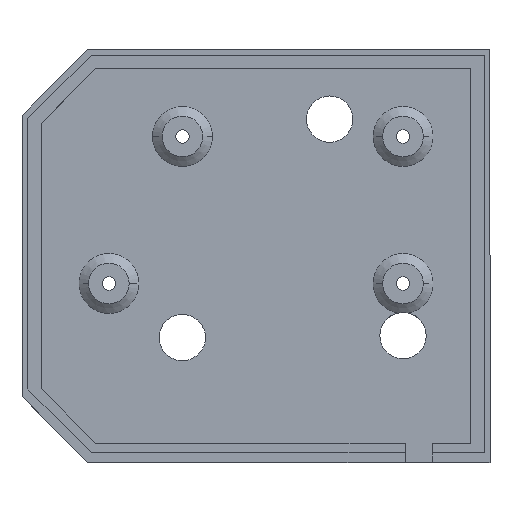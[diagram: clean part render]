
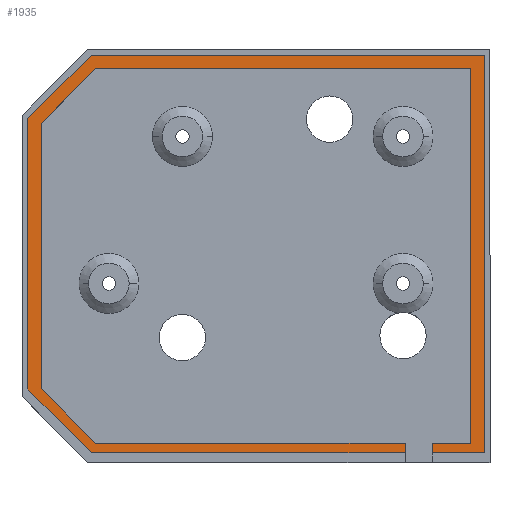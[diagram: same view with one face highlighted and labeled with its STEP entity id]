
A CAD part, top view. The second image highlights one B-rep face of the part: STEP entity #1935.
In plain terms, the highlighted planar face has unit normal (0, 0, 1).
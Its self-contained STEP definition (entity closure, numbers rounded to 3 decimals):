
#4 = DIRECTION ( 'NONE',  ( -1., 0., 0. ) ) ;
#12 = EDGE_CURVE ( 'NONE', #433, #1605, #1312, .T. ) ;
#32 = CARTESIAN_POINT ( 'NONE',  ( 119.75, -99.5, 9.6 ) ) ;
#35 = CARTESIAN_POINT ( 'NONE',  ( 18.036, -99.5, 9.6 ) ) ;
#38 = VERTEX_POINT ( 'NONE', #405 ) ;
#44 = CARTESIAN_POINT ( 'NONE',  ( 19.071, -97., 9.6 ) ) ;
#120 = CARTESIAN_POINT ( 'NONE',  ( 99.25, -97., 9.6 ) ) ;
#157 = VECTOR ( 'NONE', #2133, 1000. ) ;
#183 = VECTOR ( 'NONE', #1191, 1000. ) ;
#247 = DIRECTION ( 'NONE',  ( -0.707, -0.707, 0. ) ) ;
#259 = VECTOR ( 'NONE', #247, 1000. ) ;
#264 = LINE ( 'NONE', #1433, #2000 ) ;
#309 = CARTESIAN_POINT ( 'NONE',  ( 18.036, -99.5, 9.6 ) ) ;
#331 = CARTESIAN_POINT ( 'NONE',  ( 19.071, -97., 9.6 ) ) ;
#342 = VERTEX_POINT ( 'NONE', #2156 ) ;
#345 = VECTOR ( 'NONE', #803, 1000. ) ;
#361 = VERTEX_POINT ( 'NONE', #2166 ) ;
#365 = EDGE_CURVE ( 'NONE', #607, #2149, #1792, .T. ) ;
#372 = DIRECTION ( 'NONE',  ( 1., 0., 0. ) ) ;
#396 = EDGE_CURVE ( 'NONE', #1421, #2097, #1761, .T. ) ;
#405 = CARTESIAN_POINT ( 'NONE',  ( 106.25, -99.5, 9.6 ) ) ;
#433 = VERTEX_POINT ( 'NONE', #640 ) ;
#465 = CARTESIAN_POINT ( 'NONE',  ( 119.75, -99.5, 9.6 ) ) ;
#497 = EDGE_CURVE ( 'NONE', #1918, #1421, #957, .T. ) ;
#513 = DIRECTION ( 'NONE',  ( 1., 0., 0. ) ) ;
#516 = VECTOR ( 'NONE', #2117, 1000. ) ;
#591 = VECTOR ( 'NONE', #4, 1000. ) ;
#607 = VERTEX_POINT ( 'NONE', #120 ) ;
#640 = CARTESIAN_POINT ( 'NONE',  ( 17.904, 3.5, 9.6 ) ) ;
#656 = LINE ( 'NONE', #1033, #183 ) ;
#686 = CARTESIAN_POINT ( 'NONE',  ( 116.25, -97., 9.6 ) ) ;
#711 = EDGE_CURVE ( 'NONE', #2048, #361, #264, .T. ) ;
#714 = ORIENTED_EDGE ( 'NONE', *, *, #1543, .T. ) ;
#716 = VECTOR ( 'NONE', #1277, 1000. ) ;
#735 = ORIENTED_EDGE ( 'NONE', *, *, #1505, .T. ) ;
#751 = EDGE_CURVE ( 'NONE', #2075, #2023, #1714, .T. ) ;
#765 = LINE ( 'NONE', #1501, #1050 ) ;
#797 = ORIENTED_EDGE ( 'NONE', *, *, #987, .T. ) ;
#803 = DIRECTION ( 'NONE',  ( -1., 0., 0. ) ) ;
#827 = DIRECTION ( 'NONE',  ( 0., -1., 0. ) ) ;
#852 = ORIENTED_EDGE ( 'NONE', *, *, #1037, .T. ) ;
#882 = CARTESIAN_POINT ( 'NONE',  ( 116.25, 0., 9.6 ) ) ;
#885 = CARTESIAN_POINT ( 'NONE',  ( 119.75, -99.5, 9.6 ) ) ;
#895 = EDGE_CURVE ( 'NONE', #361, #1918, #1669, .T. ) ;
#937 = CARTESIAN_POINT ( 'NONE',  ( 1.5, -12.904, 9.6 ) ) ;
#950 = CARTESIAN_POINT ( 'NONE',  ( 116.25, -97., 9.6 ) ) ;
#955 = LINE ( 'NONE', #1291, #1581 ) ;
#957 = LINE ( 'NONE', #950, #516 ) ;
#987 = EDGE_CURVE ( 'NONE', #2023, #433, #1032, .T. ) ;
#988 = ORIENTED_EDGE ( 'NONE', *, *, #1818, .T. ) ;
#991 = CARTESIAN_POINT ( 'NONE',  ( 1.5, -82.964, 9.6 ) ) ;
#1023 = ORIENTED_EDGE ( 'NONE', *, *, #1055, .T. ) ;
#1032 = LINE ( 'NONE', #1279, #591 ) ;
#1033 = CARTESIAN_POINT ( 'NONE',  ( 5., -82.929, 9.6 ) ) ;
#1035 = VERTEX_POINT ( 'NONE', #991 ) ;
#1037 = EDGE_CURVE ( 'NONE', #1605, #1035, #955, .T. ) ;
#1048 = ORIENTED_EDGE ( 'NONE', *, *, #396, .T. ) ;
#1050 = VECTOR ( 'NONE', #827, 1000. ) ;
#1055 = EDGE_CURVE ( 'NONE', #1369, #1638, #1368, .T. ) ;
#1065 = CARTESIAN_POINT ( 'NONE',  ( 17.904, 3.5, 9.6 ) ) ;
#1126 = DIRECTION ( 'NONE',  ( 0.707, 0.707, 0. ) ) ;
#1137 = ORIENTED_EDGE ( 'NONE', *, *, #497, .T. ) ;
#1142 = CARTESIAN_POINT ( 'NONE',  ( 99.25, -97., 9.6 ) ) ;
#1158 = VECTOR ( 'NONE', #2010, 1000. ) ;
#1160 = EDGE_LOOP ( 'NONE', ( #1730, #988, #1660, #797, #1555, #852, #735, #1023, #2081, #1940, #1668, #714, #1390, #1795, #1137, #1048 ) ) ;
#1191 = DIRECTION ( 'NONE',  ( -0.707, 0.707, 0. ) ) ;
#1212 = VECTOR ( 'NONE', #513, 1000. ) ;
#1232 = LINE ( 'NONE', #309, #157 ) ;
#1252 = CARTESIAN_POINT ( 'NONE',  ( 119.75, 3.5, 9.6 ) ) ;
#1277 = DIRECTION ( 'NONE',  ( 0., 1., 0. ) ) ;
#1279 = CARTESIAN_POINT ( 'NONE',  ( 119.75, 3.5, 9.6 ) ) ;
#1291 = CARTESIAN_POINT ( 'NONE',  ( 1.5, -12.904, 9.6 ) ) ;
#1312 = LINE ( 'NONE', #1065, #259 ) ;
#1321 = VECTOR ( 'NONE', #1711, 1000. ) ;
#1346 = VECTOR ( 'NONE', #1820, 1000. ) ;
#1368 = LINE ( 'NONE', #32, #1398 ) ;
#1369 = VERTEX_POINT ( 'NONE', #35 ) ;
#1390 = ORIENTED_EDGE ( 'NONE', *, *, #711, .T. ) ;
#1398 = VECTOR ( 'NONE', #372, 1000. ) ;
#1399 = PLANE ( 'NONE',  #1853 ) ;
#1421 = VERTEX_POINT ( 'NONE', #686 ) ;
#1433 = CARTESIAN_POINT ( 'NONE',  ( 5., -14.071, 9.6 ) ) ;
#1456 = CARTESIAN_POINT ( 'NONE',  ( 5., -14.071, 9.6 ) ) ;
#1501 = CARTESIAN_POINT ( 'NONE',  ( 106.25, -102., 9.6 ) ) ;
#1505 = EDGE_CURVE ( 'NONE', #1035, #1369, #1232, .T. ) ;
#1506 = CARTESIAN_POINT ( 'NONE',  ( 116.25, 0., 9.6 ) ) ;
#1532 = CARTESIAN_POINT ( 'NONE',  ( 119.75, -99.5, 9.6 ) ) ;
#1543 = EDGE_CURVE ( 'NONE', #342, #2048, #1997, .T. ) ;
#1555 = ORIENTED_EDGE ( 'NONE', *, *, #12, .T. ) ;
#1581 = VECTOR ( 'NONE', #1821, 1000. ) ;
#1605 = VERTEX_POINT ( 'NONE', #937 ) ;
#1608 = LINE ( 'NONE', #1142, #716 ) ;
#1614 = EDGE_CURVE ( 'NONE', #1638, #607, #1608, .T. ) ;
#1632 = DIRECTION ( 'NONE',  ( 0., 1., 0. ) ) ;
#1638 = VERTEX_POINT ( 'NONE', #1658 ) ;
#1653 = CARTESIAN_POINT ( 'NONE',  ( 106.25, -97., 9.6 ) ) ;
#1658 = CARTESIAN_POINT ( 'NONE',  ( 99.25, -99.5, 9.6 ) ) ;
#1660 = ORIENTED_EDGE ( 'NONE', *, *, #751, .T. ) ;
#1668 = ORIENTED_EDGE ( 'NONE', *, *, #1793, .T. ) ;
#1669 = LINE ( 'NONE', #1506, #1212 ) ;
#1684 = EDGE_CURVE ( 'NONE', #2097, #38, #765, .T. ) ;
#1711 = DIRECTION ( 'NONE',  ( 0., 1., 0. ) ) ;
#1714 = LINE ( 'NONE', #885, #1321 ) ;
#1730 = ORIENTED_EDGE ( 'NONE', *, *, #1684, .T. ) ;
#1753 = LINE ( 'NONE', #1532, #1158 ) ;
#1761 = LINE ( 'NONE', #1653, #345 ) ;
#1771 = CARTESIAN_POINT ( 'NONE',  ( 5., -14.071, 9.6 ) ) ;
#1792 = LINE ( 'NONE', #331, #1346 ) ;
#1793 = EDGE_CURVE ( 'NONE', #2149, #342, #656, .T. ) ;
#1795 = ORIENTED_EDGE ( 'NONE', *, *, #895, .T. ) ;
#1818 = EDGE_CURVE ( 'NONE', #38, #2075, #1753, .T. ) ;
#1820 = DIRECTION ( 'NONE',  ( -1., 0., 0. ) ) ;
#1821 = DIRECTION ( 'NONE',  ( 0., -1., 0. ) ) ;
#1848 = FACE_OUTER_BOUND ( 'NONE', #1160, .T. ) ;
#1853 = AXIS2_PLACEMENT_3D ( 'NONE', #1910, #2045, #1899 ) ;
#1899 = DIRECTION ( 'NONE',  ( 1., 0., 0. ) ) ;
#1910 = CARTESIAN_POINT ( 'NONE',  ( 0., 0., 9.6 ) ) ;
#1918 = VERTEX_POINT ( 'NONE', #882 ) ;
#1935 = ADVANCED_FACE ( 'NONE', ( #1848 ), #1399, .T. ) ;
#1940 = ORIENTED_EDGE ( 'NONE', *, *, #365, .T. ) ;
#1997 = LINE ( 'NONE', #1456, #2077 ) ;
#2000 = VECTOR ( 'NONE', #1126, 1000. ) ;
#2010 = DIRECTION ( 'NONE',  ( 1., 0., 0. ) ) ;
#2023 = VERTEX_POINT ( 'NONE', #1252 ) ;
#2045 = DIRECTION ( 'NONE',  ( 0., 0., 1. ) ) ;
#2048 = VERTEX_POINT ( 'NONE', #1771 ) ;
#2075 = VERTEX_POINT ( 'NONE', #465 ) ;
#2077 = VECTOR ( 'NONE', #1632, 1000. ) ;
#2081 = ORIENTED_EDGE ( 'NONE', *, *, #1614, .T. ) ;
#2097 = VERTEX_POINT ( 'NONE', #2129 ) ;
#2117 = DIRECTION ( 'NONE',  ( 0., -1., 0. ) ) ;
#2129 = CARTESIAN_POINT ( 'NONE',  ( 106.25, -97., 9.6 ) ) ;
#2133 = DIRECTION ( 'NONE',  ( 0.707, -0.707, 0. ) ) ;
#2149 = VERTEX_POINT ( 'NONE', #44 ) ;
#2156 = CARTESIAN_POINT ( 'NONE',  ( 5., -82.929, 9.6 ) ) ;
#2166 = CARTESIAN_POINT ( 'NONE',  ( 19.071, 0., 9.6 ) ) ;
